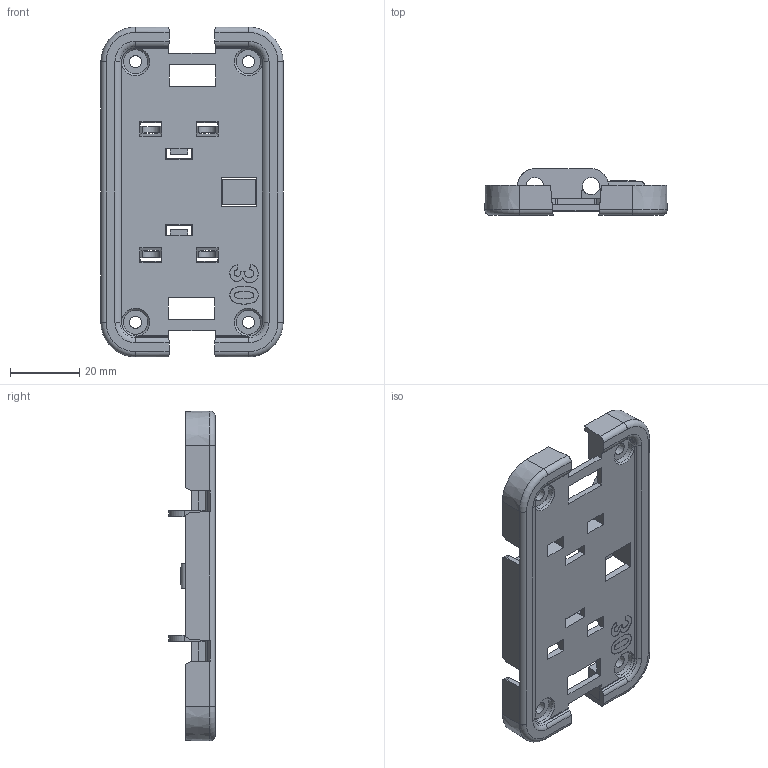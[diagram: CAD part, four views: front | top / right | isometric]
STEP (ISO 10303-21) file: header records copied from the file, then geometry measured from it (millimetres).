
FILE_DESCRIPTION(/* description */ (''),/* implementation_level */ '2;1');
FILE_NAME(/* name */ 'Foot.step',/* time_stamp */ '2022-12-15T16:34:22Z',/* author */ (''),/* organization */ (''),/* preprocessor_version */ 'ST-DEVELOPER v19.2',/* originating_system */ 'Autodesk Translation Framework v11.17.0.187',/* authorisation */ '');
FILE_SCHEMA (('AUTOMOTIVE_DESIGN { 1 0 10303 214 3 1 1 }'));
Length unit declared in the file: millimetre
Products named in the file (1): mv2-xx-002-0030
Bounding box: 52.45 x 13.31 x 94.95 mm (x, y, z)
Volume: 12638.3 mm3; surface area: 16400.7 mm2
Topology: 1 solids, 1 shells, 548 faces, 1602 edges, 1042 vertices
Faces by surface type: plane 302, cylinder 113, bspline 53, cone 44, torus 36
Entity records: 20094 total; most frequent: CARTESIAN_POINT 4943, ORIENTED_EDGE 3204, DIRECTION 2895, EDGE_CURVE 1602, LINE 1069, VECTOR 1069, VERTEX_POINT 1042, AXIS2_PLACEMENT_3D 913
